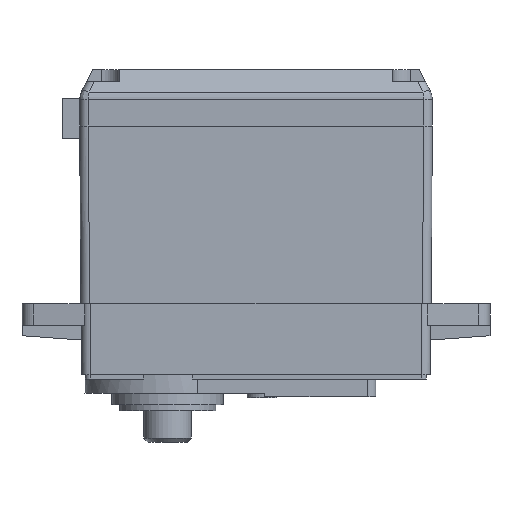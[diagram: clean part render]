
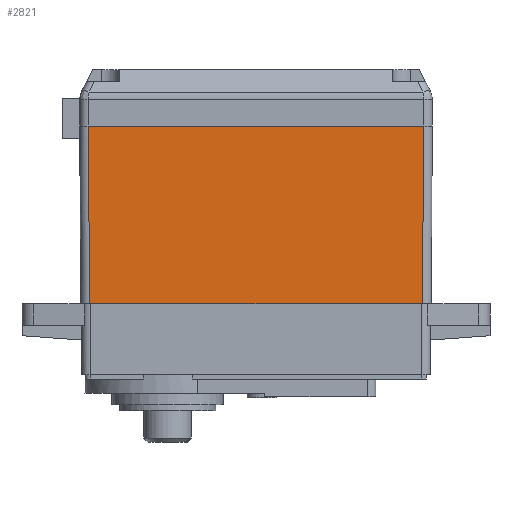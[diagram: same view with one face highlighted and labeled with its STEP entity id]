
A CAD part, front view. The second image highlights one B-rep face of the part: STEP entity #2821.
In plain terms, the highlighted planar face has unit normal (0, -1, -0.005).
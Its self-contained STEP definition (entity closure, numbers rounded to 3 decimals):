
#253=FACE_OUTER_BOUND('',#412,.T.);
#412=EDGE_LOOP('',(#2555,#2556,#2557,#2558));
#651=LINE('',#4405,#938);
#659=LINE('',#4425,#946);
#802=LINE('',#4853,#1089);
#803=LINE('',#4855,#1090);
#938=VECTOR('',#3489,10.);
#946=VECTOR('',#3505,10.);
#1089=VECTOR('',#3908,10.);
#1090=VECTOR('',#3911,10.);
#1202=VERTEX_POINT('',#4337);
#1225=VERTEX_POINT('',#4399);
#1234=VERTEX_POINT('',#4422);
#1235=VERTEX_POINT('',#4424);
#1552=EDGE_CURVE('',#1202,#1225,#651,.T.);
#1561=EDGE_CURVE('',#1234,#1235,#659,.T.);
#1756=EDGE_CURVE('',#1225,#1234,#802,.T.);
#1757=EDGE_CURVE('',#1235,#1202,#803,.T.);
#2555=ORIENTED_EDGE('',*,*,#1552,.F.);
#2556=ORIENTED_EDGE('',*,*,#1757,.F.);
#2557=ORIENTED_EDGE('',*,*,#1561,.F.);
#2558=ORIENTED_EDGE('',*,*,#1756,.F.);
#2672=PLANE('',#3103);
#2821=ADVANCED_FACE('',(#253),#2672,.T.);
#3103=AXIS2_PLACEMENT_3D('',#4854,#3909,#3910);
#3489=DIRECTION('',(-0.007,0.005,-1.));
#3505=DIRECTION('',(-0.007,-0.005,1.));
#3908=DIRECTION('',(-1.,0.,0.));
#3909=DIRECTION('center_axis',(0.,-1.,-0.005));
#3910=DIRECTION('ref_axis',(0.,0.005,-1.));
#3911=DIRECTION('',(1.,0.,0.));
#4337=CARTESIAN_POINT('',(39.7,0.,0.));
#4399=CARTESIAN_POINT('',(39.55,0.1,-20.5));
#4405=CARTESIAN_POINT('',(39.7,0.,-0.041));
#4422=CARTESIAN_POINT('',(1.15,0.1,-20.5));
#4424=CARTESIAN_POINT('',(1.,0.,0.));
#4425=CARTESIAN_POINT('',(1.001,0.001,-0.142));
#4853=CARTESIAN_POINT('',(40.55,0.1,-20.5));
#4854=CARTESIAN_POINT('Origin',(40.7,0.,0.));
#4855=CARTESIAN_POINT('',(0.,0.,0.));
